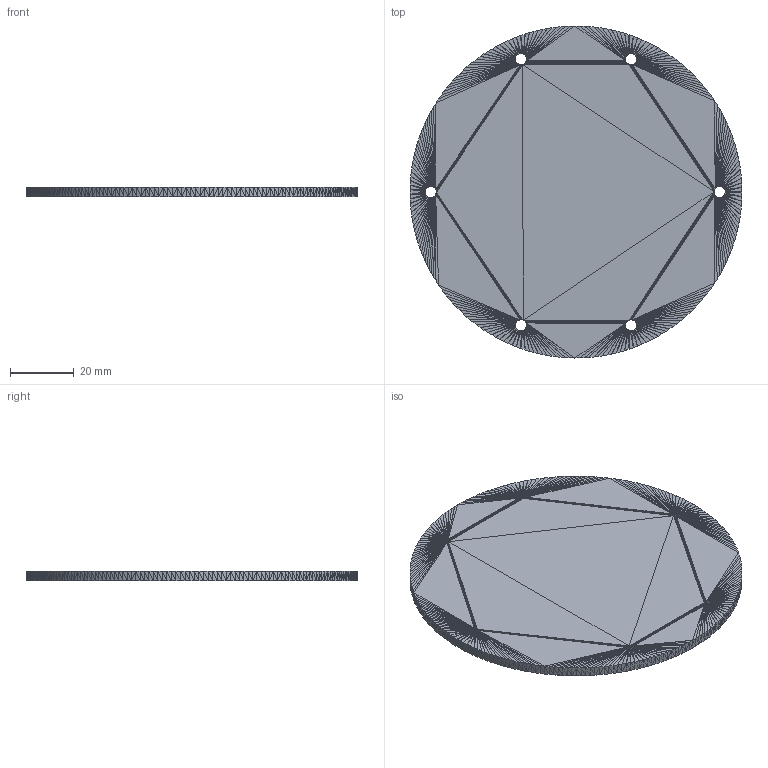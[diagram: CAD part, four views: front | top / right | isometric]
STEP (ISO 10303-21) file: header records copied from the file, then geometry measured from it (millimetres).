
FILE_DESCRIPTION(('FreeCAD Model'),'2;1');
FILE_NAME('Open CASCADE Shape Model','2024-02-12T22:12:49',(''),(''), 'Open CASCADE STEP processor 7.6','FreeCAD','Unknown');
FILE_SCHEMA(('CONFIG_CONTROL_DESIGN','SHAPE_APPEARANCE_LAYER_MIM'));
Length unit declared in the file: millimetre
Products named in the file (1): Mesh001
Bounding box: 104 x 104 x 3 mm (x, y, z)
Surface area: 18050.4 mm2 (no closed solid volume)
Topology: 0 solids, 1 shells, 1940 faces, 2910 edges, 960 vertices
Faces by surface type: plane 1940
Entity records: 37870 total; most frequent: DIRECTION 6792, ORIENTED_EDGE 5820, CARTESIAN_POINT 5811, EDGE_CURVE 2910, LINE 2910, VECTOR 2910, AXIS2_PLACEMENT_3D 1941, ADVANCED_FACE 1940
